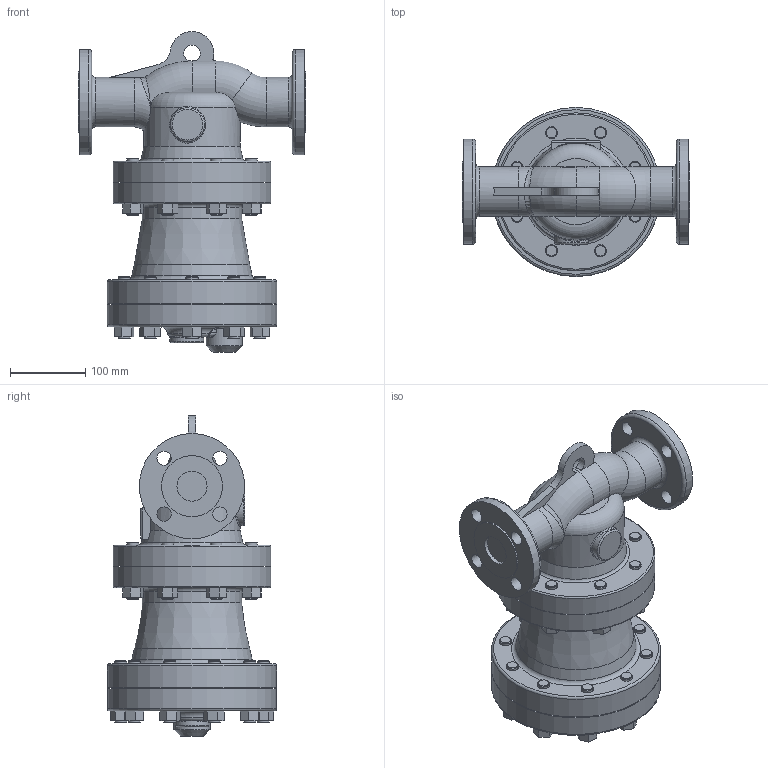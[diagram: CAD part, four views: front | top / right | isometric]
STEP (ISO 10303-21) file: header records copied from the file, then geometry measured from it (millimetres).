
FILE_DESCRIPTION((''),'2;1');
FILE_NAME('dc3sh-040-jis20-00.stp','2014-02-14T13:05:02',('akifuji'),(''),'Autodesk Inventor 2012','Autodesk Inventor 2012','');
FILE_SCHEMA(('AUTOMOTIVE_DESIGN { 1 0 10303 214 1 1 1 1 }'));
Length unit declared in the file: millimetre
Products named in the file (1): dc3sh-040-jis20-00
Bounding box: 303 x 225 x 426.96 mm (x, y, z)
Volume: 8756643 mm3; surface area: 480660.5 mm2
Topology: 1 solids, 1 shells, 420 faces, 999 edges, 646 vertices
Faces by surface type: plane 222, cylinder 109, cone 40, torus 35, bspline 14
Full cylindrical faces by diameter (mm): 16 x54, 19 x8, 22.2 x1, 27.7 x1, 40 x2, 45 x2, 48 x1, 66 x2, 81 x2, 128 x1, 132 x1, 140 x2, 150 x1, 162.5 x1, 210 x2, 225 x2
Entity records: 12420 total; most frequent: CARTESIAN_POINT 3333, DIRECTION 1827, ORIENTED_EDGE 1646, EDGE_CURVE 823, AXIS2_PLACEMENT_3D 714, EDGE_LOOP 680, VERTEX_POINT 611, FACE_OUTER_BOUND 420
